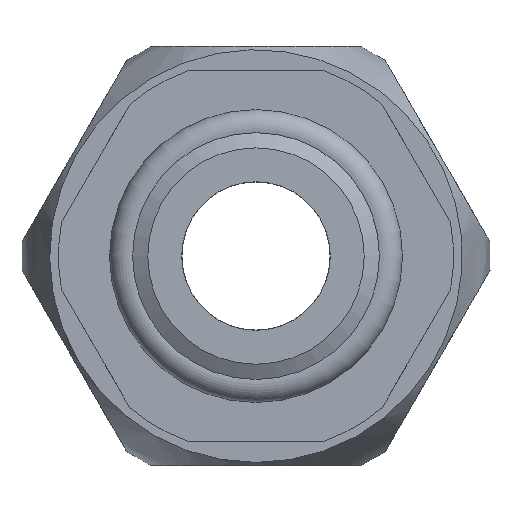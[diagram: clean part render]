
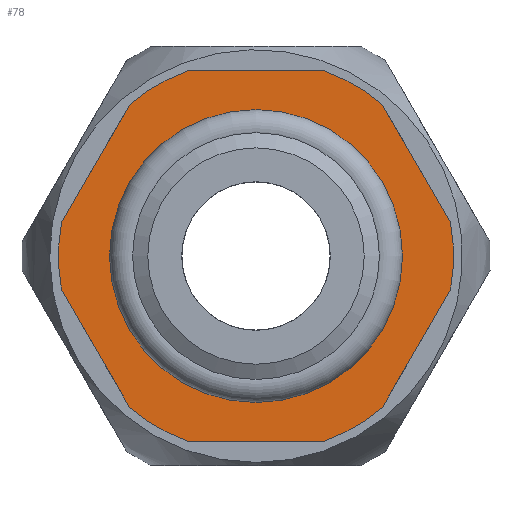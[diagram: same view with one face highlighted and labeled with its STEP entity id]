
A CAD part, left-side view. The second image highlights one B-rep face of the part: STEP entity #78.
In plain terms, the highlighted planar face has unit normal (-1, 0, 0).
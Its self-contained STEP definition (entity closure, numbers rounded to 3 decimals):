
#78 = ADVANCED_FACE( '', ( #122, #123 ), #124, .T. );
#122 = FACE_BOUND( '', #222, .T. );
#123 = FACE_OUTER_BOUND( '', #223, .T. );
#124 = PLANE( '', #224 );
#222 = EDGE_LOOP( '', ( #375 ) );
#223 = EDGE_LOOP( '', ( #376, #377, #378, #379, #380, #381, #382, #383, #384, #385, #386, #387 ) );
#224 = AXIS2_PLACEMENT_3D( '', #388, #389, #390 );
#375 = ORIENTED_EDGE( '', *, *, #625, .F. );
#376 = ORIENTED_EDGE( '', *, *, #626, .F. );
#377 = ORIENTED_EDGE( '', *, *, #627, .F. );
#378 = ORIENTED_EDGE( '', *, *, #628, .F. );
#379 = ORIENTED_EDGE( '', *, *, #629, .F. );
#380 = ORIENTED_EDGE( '', *, *, #630, .F. );
#381 = ORIENTED_EDGE( '', *, *, #631, .F. );
#382 = ORIENTED_EDGE( '', *, *, #632, .F. );
#383 = ORIENTED_EDGE( '', *, *, #633, .F. );
#384 = ORIENTED_EDGE( '', *, *, #634, .F. );
#385 = ORIENTED_EDGE( '', *, *, #635, .F. );
#386 = ORIENTED_EDGE( '', *, *, #636, .F. );
#387 = ORIENTED_EDGE( '', *, *, #637, .F. );
#388 = CARTESIAN_POINT( '', ( -0.75, 8., 0. ) );
#389 = DIRECTION( '', ( -1., 0., 0. ) );
#390 = DIRECTION( '', ( 0., 0., 1. ) );
#625 = EDGE_CURVE( '', #712, #712, #713, .T. );
#626 = EDGE_CURVE( '', #714, #715, #716, .T. );
#627 = EDGE_CURVE( '', #717, #714, #718, .T. );
#628 = EDGE_CURVE( '', #719, #717, #720, .T. );
#629 = EDGE_CURVE( '', #721, #719, #722, .T. );
#630 = EDGE_CURVE( '', #723, #721, #724, .T. );
#631 = EDGE_CURVE( '', #725, #723, #726, .T. );
#632 = EDGE_CURVE( '', #727, #725, #728, .T. );
#633 = EDGE_CURVE( '', #729, #727, #730, .T. );
#634 = EDGE_CURVE( '', #731, #729, #732, .T. );
#635 = EDGE_CURVE( '', #733, #731, #734, .T. );
#636 = EDGE_CURVE( '', #735, #733, #736, .T. );
#637 = EDGE_CURVE( '', #715, #735, #737, .T. );
#712 = VERTEX_POINT( '', #1040 );
#713 = CIRCLE( '', #1041, 5.695 );
#714 = VERTEX_POINT( '', #1042 );
#715 = VERTEX_POINT( '', #1043 );
#716 = CIRCLE( '', #1044, 8. );
#717 = VERTEX_POINT( '', #1045 );
#718 = LINE( '', #1046, #1047 );
#719 = VERTEX_POINT( '', #1048 );
#720 = CIRCLE( '', #1049, 8. );
#721 = VERTEX_POINT( '', #1050 );
#722 = LINE( '', #1051, #1052 );
#723 = VERTEX_POINT( '', #1053 );
#724 = CIRCLE( '', #1054, 8. );
#725 = VERTEX_POINT( '', #1055 );
#726 = LINE( '', #1056, #1057 );
#727 = VERTEX_POINT( '', #1058 );
#728 = CIRCLE( '', #1059, 8. );
#729 = VERTEX_POINT( '', #1060 );
#730 = LINE( '', #1061, #1062 );
#731 = VERTEX_POINT( '', #1063 );
#732 = CIRCLE( '', #1064, 8. );
#733 = VERTEX_POINT( '', #1065 );
#734 = LINE( '', #1066, #1067 );
#735 = VERTEX_POINT( '', #1068 );
#736 = CIRCLE( '', #1069, 8. );
#737 = LINE( '', #1070, #1071 );
#1040 = CARTESIAN_POINT( '', ( -0.75, 0., 5.695 ) );
#1041 = AXIS2_PLACEMENT_3D( '', #1441, #1442, #1443 );
#1042 = CARTESIAN_POINT( '', ( -0.75, 7.887, -1.339 ) );
#1043 = CARTESIAN_POINT( '', ( -0.75, 7.887, 1.339 ) );
#1044 = AXIS2_PLACEMENT_3D( '', #1444, #1445, #1446 );
#1045 = CARTESIAN_POINT( '', ( -0.75, 5.103, -6.161 ) );
#1046 = CARTESIAN_POINT( '', ( -0.75, 8.495, -0.286 ) );
#1047 = VECTOR( '', #1447, 1000. );
#1048 = CARTESIAN_POINT( '', ( -0.75, 2.784, -7.5 ) );
#1049 = AXIS2_PLACEMENT_3D( '', #1448, #1449, #1450 );
#1050 = CARTESIAN_POINT( '', ( -0.75, -2.784, -7.5 ) );
#1051 = CARTESIAN_POINT( '', ( -0.75, 8., -7.5 ) );
#1052 = VECTOR( '', #1451, 1000. );
#1053 = CARTESIAN_POINT( '', ( -0.75, -5.103, -6.161 ) );
#1054 = AXIS2_PLACEMENT_3D( '', #1452, #1453, #1454 );
#1055 = CARTESIAN_POINT( '', ( -0.75, -7.887, -1.339 ) );
#1056 = CARTESIAN_POINT( '', ( -0.75, -4.495, -7.214 ) );
#1057 = VECTOR( '', #1455, 1000. );
#1058 = CARTESIAN_POINT( '', ( -0.75, -7.887, 1.339 ) );
#1059 = AXIS2_PLACEMENT_3D( '', #1456, #1457, #1458 );
#1060 = CARTESIAN_POINT( '', ( -0.75, -5.103, 6.161 ) );
#1061 = CARTESIAN_POINT( '', ( -0.75, -4.495, 7.214 ) );
#1062 = VECTOR( '', #1459, 1000. );
#1063 = CARTESIAN_POINT( '', ( -0.75, -2.784, 7.5 ) );
#1064 = AXIS2_PLACEMENT_3D( '', #1460, #1461, #1462 );
#1065 = CARTESIAN_POINT( '', ( -0.75, 2.784, 7.5 ) );
#1066 = CARTESIAN_POINT( '', ( -0.75, 8., 7.5 ) );
#1067 = VECTOR( '', #1463, 1000. );
#1068 = CARTESIAN_POINT( '', ( -0.75, 5.103, 6.161 ) );
#1069 = AXIS2_PLACEMENT_3D( '', #1464, #1465, #1466 );
#1070 = CARTESIAN_POINT( '', ( -0.75, 8.495, 0.286 ) );
#1071 = VECTOR( '', #1467, 1000. );
#1441 = CARTESIAN_POINT( '', ( -0.75, 0., 0. ) );
#1442 = DIRECTION( '', ( -1., 0., 0. ) );
#1443 = DIRECTION( '', ( 0., 0., 1. ) );
#1444 = CARTESIAN_POINT( '', ( -0.75, 0., 0. ) );
#1445 = DIRECTION( '', ( 1., 0., 0. ) );
#1446 = DIRECTION( '', ( 0., 0., -1. ) );
#1447 = DIRECTION( '', ( 0., 0.5, 0.866 ) );
#1448 = CARTESIAN_POINT( '', ( -0.75, 0., 0. ) );
#1449 = DIRECTION( '', ( 1., 0., 0. ) );
#1450 = DIRECTION( '', ( 0., 0., -1. ) );
#1451 = DIRECTION( '', ( 0., 1., 0. ) );
#1452 = CARTESIAN_POINT( '', ( -0.75, 0., 0. ) );
#1453 = DIRECTION( '', ( 1., 0., 0. ) );
#1454 = DIRECTION( '', ( 0., 0., -1. ) );
#1455 = DIRECTION( '', ( 0., 0.5, -0.866 ) );
#1456 = CARTESIAN_POINT( '', ( -0.75, 0., 0. ) );
#1457 = DIRECTION( '', ( 1., 0., 0. ) );
#1458 = DIRECTION( '', ( 0., 0., -1. ) );
#1459 = DIRECTION( '', ( 0., -0.5, -0.866 ) );
#1460 = CARTESIAN_POINT( '', ( -0.75, 0., 0. ) );
#1461 = DIRECTION( '', ( 1., 0., 0. ) );
#1462 = DIRECTION( '', ( 0., 0., -1. ) );
#1463 = DIRECTION( '', ( 0., -1., 0. ) );
#1464 = CARTESIAN_POINT( '', ( -0.75, 0., 0. ) );
#1465 = DIRECTION( '', ( 1., 0., 0. ) );
#1466 = DIRECTION( '', ( 0., 0., -1. ) );
#1467 = DIRECTION( '', ( 0., -0.5, 0.866 ) );
